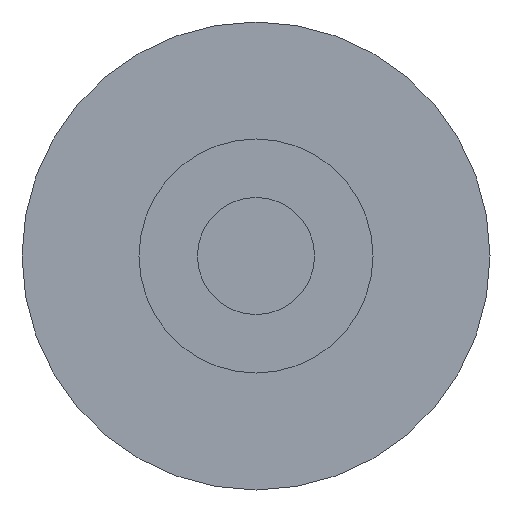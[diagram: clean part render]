
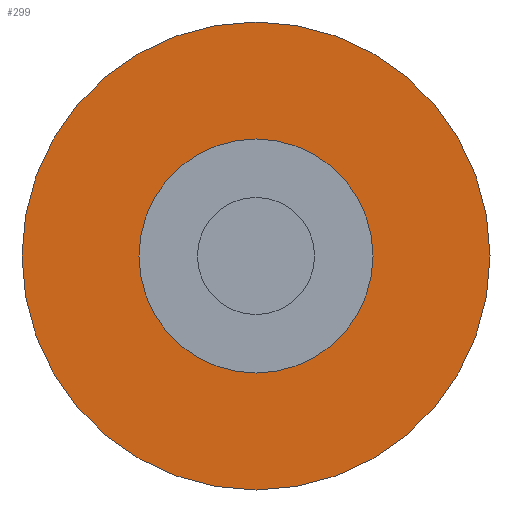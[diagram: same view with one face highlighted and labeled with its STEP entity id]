
A CAD part, front view. The second image highlights one B-rep face of the part: STEP entity #299.
In plain terms, the highlighted planar face has unit normal (0, -1, 0).
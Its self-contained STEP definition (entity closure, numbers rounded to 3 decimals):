
#3 = EDGE_CURVE ( 'NONE', #225, #174, #95, .T. ) ;
#5 = EDGE_LOOP ( 'NONE', ( #137, #178 ) ) ;
#19 = DIRECTION ( 'NONE',  ( 0., 0., 1. ) ) ;
#22 = DIRECTION ( 'NONE',  ( 0., 0., 1. ) ) ;
#33 = DIRECTION ( 'NONE',  ( 0., 0., 1. ) ) ;
#43 = EDGE_LOOP ( 'NONE', ( #202, #272 ) ) ;
#45 = CARTESIAN_POINT ( 'NONE',  ( 0., -5., 0. ) ) ;
#52 = FACE_OUTER_BOUND ( 'NONE', #5, .T. ) ;
#54 = DIRECTION ( 'NONE',  ( 0., 0., 1. ) ) ;
#65 = VERTEX_POINT ( 'NONE', #269 ) ;
#71 = AXIS2_PLACEMENT_3D ( 'NONE', #45, #146, #250 ) ;
#92 = EDGE_CURVE ( 'NONE', #122, #65, #188, .T. ) ;
#95 = CIRCLE ( 'NONE', #292, 6. ) ;
#97 = CARTESIAN_POINT ( 'NONE',  ( 0., -5., 0. ) ) ;
#115 = CARTESIAN_POINT ( 'NONE',  ( 0., -5., 0. ) ) ;
#117 = CIRCLE ( 'NONE', #257, 6. ) ;
#122 = VERTEX_POINT ( 'NONE', #246 ) ;
#127 = EDGE_CURVE ( 'NONE', #65, #122, #247, .T. ) ;
#136 = DIRECTION ( 'NONE',  ( 0., 1., 0. ) ) ;
#137 = ORIENTED_EDGE ( 'NONE', *, *, #92, .F. ) ;
#146 = DIRECTION ( 'NONE',  ( 0., 1., 0. ) ) ;
#149 = AXIS2_PLACEMENT_3D ( 'NONE', #97, #224, #19 ) ;
#155 = CARTESIAN_POINT ( 'NONE',  ( 0., -5., -6. ) ) ;
#156 = AXIS2_PLACEMENT_3D ( 'NONE', #335, #179, #22 ) ;
#174 = VERTEX_POINT ( 'NONE', #308 ) ;
#178 = ORIENTED_EDGE ( 'NONE', *, *, #127, .F. ) ;
#179 = DIRECTION ( 'NONE',  ( 0., 1., 0. ) ) ;
#188 = CIRCLE ( 'NONE', #71, 12. ) ;
#202 = ORIENTED_EDGE ( 'NONE', *, *, #328, .T. ) ;
#224 = DIRECTION ( 'NONE',  ( 0., 1., 0. ) ) ;
#225 = VERTEX_POINT ( 'NONE', #155 ) ;
#246 = CARTESIAN_POINT ( 'NONE',  ( 0., -5., 12. ) ) ;
#247 = CIRCLE ( 'NONE', #149, 12. ) ;
#250 = DIRECTION ( 'NONE',  ( 0., 0., 1. ) ) ;
#256 = PLANE ( 'NONE',  #156 ) ;
#257 = AXIS2_PLACEMENT_3D ( 'NONE', #290, #136, #54 ) ;
#269 = CARTESIAN_POINT ( 'NONE',  ( 0., -5., -12. ) ) ;
#272 = ORIENTED_EDGE ( 'NONE', *, *, #3, .T. ) ;
#290 = CARTESIAN_POINT ( 'NONE',  ( 0., -5., 0. ) ) ;
#292 = AXIS2_PLACEMENT_3D ( 'NONE', #115, #296, #33 ) ;
#296 = DIRECTION ( 'NONE',  ( 0., 1., 0. ) ) ;
#299 = ADVANCED_FACE ( 'NONE', ( #52, #324 ), #256, .F. ) ;
#308 = CARTESIAN_POINT ( 'NONE',  ( 0., -5., 6. ) ) ;
#324 = FACE_BOUND ( 'NONE', #43, .T. ) ;
#328 = EDGE_CURVE ( 'NONE', #174, #225, #117, .T. ) ;
#335 = CARTESIAN_POINT ( 'NONE',  ( 12., -5., 0. ) ) ;
